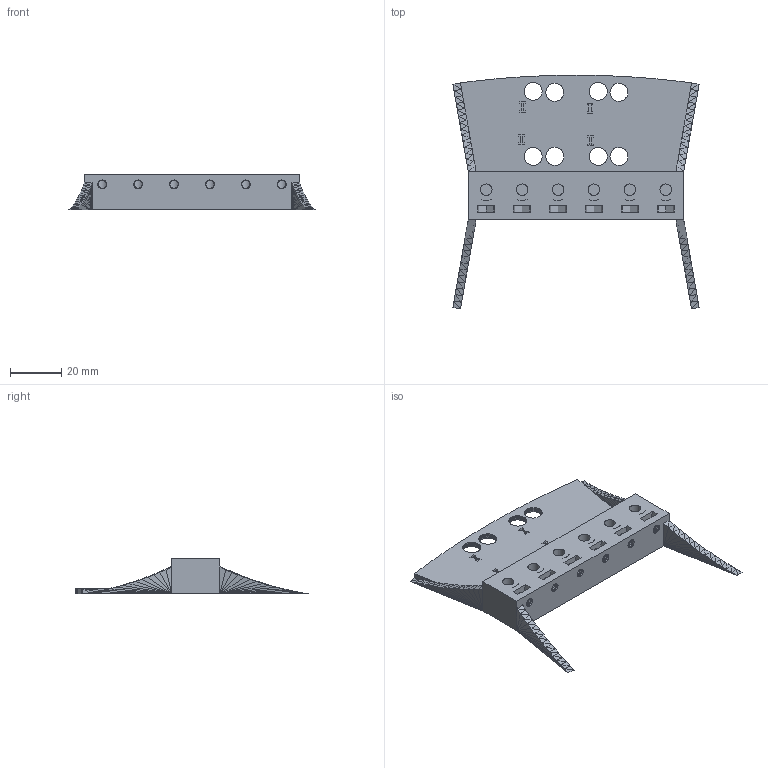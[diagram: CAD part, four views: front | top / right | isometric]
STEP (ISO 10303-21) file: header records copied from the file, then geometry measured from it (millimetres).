
FILE_DESCRIPTION(/* description */ (''),/* implementation_level */ '2;1');
FILE_NAME(/* name */ 'ProbeHolderNeuropixelStand v4.step',/* time_stamp */ '2024-04-10T10:27:16+02:00',/* author */ (''),/* organization */ (''),/* preprocessor_version */ 'ST-DEVELOPER v20',/* originating_system */ 'Autodesk Translation Framework v12.20.1.177',/* authorisation */ '');
FILE_SCHEMA (('AUTOMOTIVE_DESIGN { 1 0 10303 214 3 1 1 }'));
Products named in the file (1): ProbeHolderNeuropixelStand
Bounding box: 96.05 x 91.1 x 14 mm (x, y, z)
Volume: 27412.5 mm3; surface area: 16181.9 mm2
Topology: 1 solids, 1 shells, 2707 faces, 6271 edges, 3490 vertices
Faces by surface type: plane 2447, bspline 248, cylinder 12
Full cylindrical faces by diameter (mm): 3.2 x6, 4.5 x6
Entity records: 75750 total; most frequent: CARTESIAN_POINT 17039, ORIENTED_EDGE 12578, DIRECTION 10803, EDGE_CURVE 6289, LINE 5679, VECTOR 5679, VERTEX_POINT 3478, EDGE_LOOP 2791
